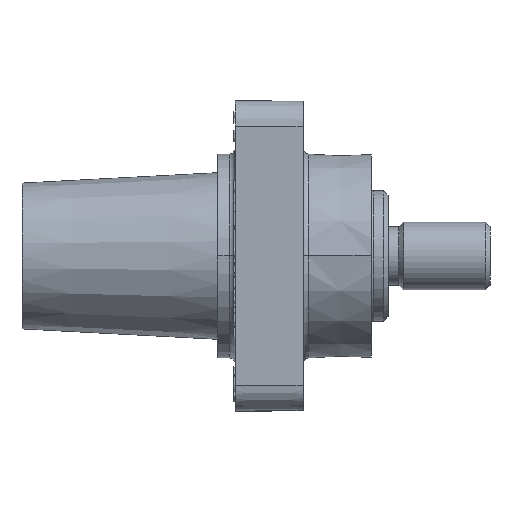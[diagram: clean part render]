
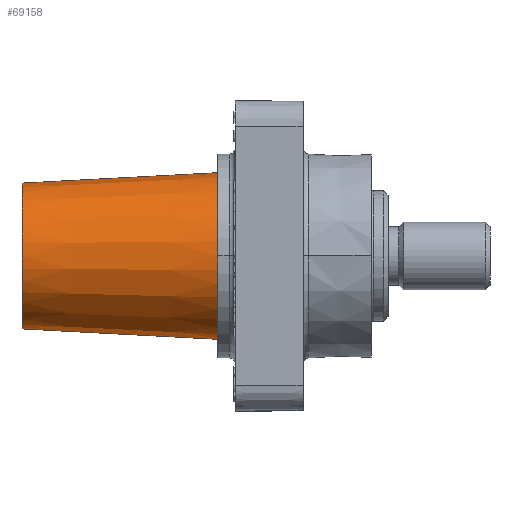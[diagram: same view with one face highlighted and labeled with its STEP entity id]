
A CAD part, top view. The second image highlights one B-rep face of the part: STEP entity #69158.
In plain terms, the highlighted conical face has half-angle 3.028 degrees and reference radius 15.555 mm.
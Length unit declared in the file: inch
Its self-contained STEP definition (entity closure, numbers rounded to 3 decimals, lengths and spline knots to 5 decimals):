
#4874 = LINE ( 'NONE', #83552, #74381 ) ;
#5887 = VERTEX_POINT ( 'NONE', #85096 ) ;
#6226 = VERTEX_POINT ( 'NONE', #35136 ) ;
#6505 = CARTESIAN_POINT ( 'NONE',  ( -2.05098, 2.00531, -1.96702 ) ) ;
#8721 = DIRECTION ( 'NONE',  ( 0., 1., 0. ) ) ;
#9663 = EDGE_CURVE ( 'NONE', #52838, #6226, #94994, .T. ) ;
#10150 = VECTOR ( 'NONE', #64793, 39.37008 ) ;
#13734 = AXIS2_PLACEMENT_3D ( 'NONE', #85891, #78278, #8721 ) ;
#14052 = DIRECTION ( 'NONE',  ( 0.999, -0.053, 0. ) ) ;
#18261 = ORIENTED_EDGE ( 'NONE', *, *, #57105, .F. ) ;
#27948 = ORIENTED_EDGE ( 'NONE', *, *, #56487, .F. ) ;
#34684 = DIRECTION ( 'NONE',  ( 0., -1., 0. ) ) ;
#35136 = CARTESIAN_POINT ( 'NONE',  ( -0.61298, 2.61771, -1.96702 ) ) ;
#37401 = CARTESIAN_POINT ( 'NONE',  ( -2.05098, 2.54164, -1.96702 ) ) ;
#39638 = CARTESIAN_POINT ( 'NONE',  ( -0.61298, 2.61771, -1.96702 ) ) ;
#45691 = EDGE_LOOP ( 'NONE', ( #27948, #61670, #56675, #18261 ) ) ;
#47303 = CIRCLE ( 'NONE', #68435, 0.53633 ) ;
#48874 = CARTESIAN_POINT ( 'NONE',  ( -0.61298, 2.00531, -1.96702 ) ) ;
#52838 = VERTEX_POINT ( 'NONE', #96762 ) ;
#53638 = VERTEX_POINT ( 'NONE', #37401 ) ;
#54865 = FACE_OUTER_BOUND ( 'NONE', #45691, .T. ) ;
#56487 = EDGE_CURVE ( 'NONE', #5887, #53638, #47303, .T. ) ;
#56675 = ORIENTED_EDGE ( 'NONE', *, *, #9663, .T. ) ;
#57105 = EDGE_CURVE ( 'NONE', #53638, #6226, #65308, .T. ) ;
#61670 = ORIENTED_EDGE ( 'NONE', *, *, #80452, .T. ) ;
#64793 = DIRECTION ( 'NONE',  ( 0.999, 0.053, 0. ) ) ;
#65308 = LINE ( 'NONE', #39638, #10150 ) ;
#68435 = AXIS2_PLACEMENT_3D ( 'NONE', #6505, #69970, #69468 ) ;
#69158 = ADVANCED_FACE ( 'NONE', ( #54865 ), #97983, .T. ) ;
#69468 = DIRECTION ( 'NONE',  ( 0., -1., 0. ) ) ;
#69970 = DIRECTION ( 'NONE',  ( -1., 0., 0. ) ) ;
#74381 = VECTOR ( 'NONE', #14052, 39.37008 ) ;
#78278 = DIRECTION ( 'NONE',  ( 1., 0., 0. ) ) ;
#80452 = EDGE_CURVE ( 'NONE', #5887, #52838, #4874, .T. ) ;
#82074 = AXIS2_PLACEMENT_3D ( 'NONE', #48874, #96610, #34684 ) ;
#83552 = CARTESIAN_POINT ( 'NONE',  ( -0.61298, 1.39292, -1.96702 ) ) ;
#85096 = CARTESIAN_POINT ( 'NONE',  ( -2.05098, 1.46898, -1.96702 ) ) ;
#85891 = CARTESIAN_POINT ( 'NONE',  ( -0.61298, 2.00531, -1.96702 ) ) ;
#94994 = CIRCLE ( 'NONE', #82074, 0.61239 ) ;
#96610 = DIRECTION ( 'NONE',  ( -1., 0., 0. ) ) ;
#96762 = CARTESIAN_POINT ( 'NONE',  ( -0.61298, 1.39292, -1.96702 ) ) ;
#97983 = CONICAL_SURFACE ( 'NONE', #13734, 0.61239, 0.053 ) ;
